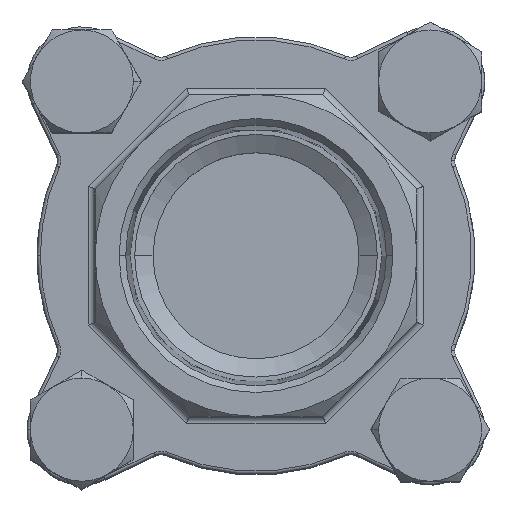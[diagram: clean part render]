
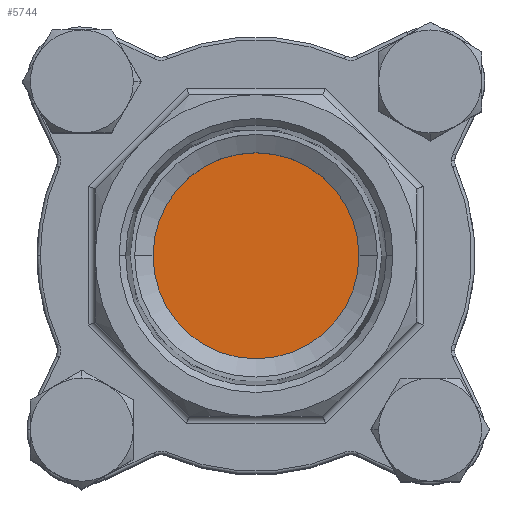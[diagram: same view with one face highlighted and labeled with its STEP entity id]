
A CAD part, top view. The second image highlights one B-rep face of the part: STEP entity #5744.
In plain terms, the highlighted planar face has unit normal (0, 0, 1).
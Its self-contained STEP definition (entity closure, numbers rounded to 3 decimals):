
#535 = VERTEX_POINT ( 'NONE', #5333 ) ;
#538 = VERTEX_POINT ( 'NONE', #1375 ) ;
#640 = ORIENTED_EDGE ( 'NONE', *, *, #4323, .T. ) ;
#643 = ORIENTED_EDGE ( 'NONE', *, *, #4165, .T. ) ;
#920 = CARTESIAN_POINT ( 'NONE',  ( 0., 0., 11. ) ) ;
#921 = DIRECTION ( 'NONE',  ( 0., 0., 1. ) ) ;
#922 = DIRECTION ( 'NONE',  ( 1., 0., 0. ) ) ;
#1245 = AXIS2_PLACEMENT_3D ( 'NONE', #920, #921, #922 ) ;
#1291 = AXIS2_PLACEMENT_3D ( 'NONE', #1633, #1635, #1637 ) ;
#1375 = CARTESIAN_POINT ( 'NONE',  ( 16., 0., 11. ) ) ;
#1633 = CARTESIAN_POINT ( 'NONE',  ( 0., 0., 11. ) ) ;
#1635 = DIRECTION ( 'NONE',  ( 0., 0., 1. ) ) ;
#1637 = DIRECTION ( 'NONE',  ( 1., 0., 0. ) ) ;
#4165 = EDGE_CURVE ( 'NONE', #535, #538, #7021, .T. ) ;
#4323 = EDGE_CURVE ( 'NONE', #538, #535, #7146, .T. ) ;
#5156 = EDGE_LOOP ( 'NONE', ( #640, #643 ) ) ;
#5333 = CARTESIAN_POINT ( 'NONE',  ( -16., 0., 11. ) ) ;
#5744 = ADVANCED_FACE ( 'NONE', ( #7658 ), #6030, .T. ) ;
#6025 = CARTESIAN_POINT ( 'NONE',  ( 0., 0., 11. ) ) ;
#6030 = PLANE ( 'NONE',  #6769 ) ;
#6033 = DIRECTION ( 'NONE',  ( 0., 0., 1. ) ) ;
#6034 = DIRECTION ( 'NONE',  ( 1., 0., 0. ) ) ;
#6769 = AXIS2_PLACEMENT_3D ( 'NONE', #6025, #6033, #6034 ) ;
#7021 = CIRCLE ( 'NONE', #1245, 16. ) ;
#7146 = CIRCLE ( 'NONE', #1291, 16. ) ;
#7658 = FACE_OUTER_BOUND ( 'NONE', #5156, .T. ) ;
